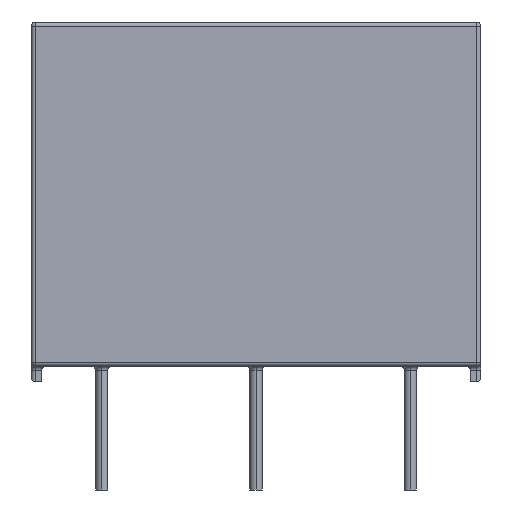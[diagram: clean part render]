
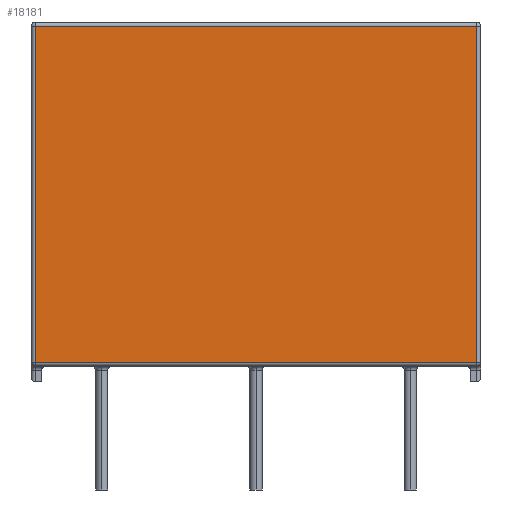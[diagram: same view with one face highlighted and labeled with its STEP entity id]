
A CAD part, left-side view. The second image highlights one B-rep face of the part: STEP entity #18181.
In plain terms, the highlighted planar face has unit normal (-1, 0, 0).
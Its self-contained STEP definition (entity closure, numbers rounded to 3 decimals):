
#18181 = ADVANCED_FACE('',(#18182),#18216,.F.);
#18182 = FACE_BOUND('',#18183,.T.);
#18183 = EDGE_LOOP('',(#18184,#18194,#18202,#18210));
#18184 = ORIENTED_EDGE('',*,*,#18185,.T.);
#18185 = EDGE_CURVE('',#18186,#18188,#18190,.T.);
#18186 = VERTEX_POINT('',#18187);
#18187 = CARTESIAN_POINT('',(-18.115,10.9,1.02));
#18188 = VERTEX_POINT('',#18189);
#18189 = CARTESIAN_POINT('',(-18.115,-10.9,1.02));
#18190 = LINE('',#18191,#18192);
#18191 = CARTESIAN_POINT('',(-18.115,11.1,1.02));
#18192 = VECTOR('',#18193,1.);
#18193 = DIRECTION('',(0.,-1.,0.));
#18194 = ORIENTED_EDGE('',*,*,#18195,.F.);
#18195 = EDGE_CURVE('',#18196,#18188,#18198,.T.);
#18196 = VERTEX_POINT('',#18197);
#18197 = CARTESIAN_POINT('',(-18.115,-10.9,17.62));
#18198 = LINE('',#18199,#18200);
#18199 = CARTESIAN_POINT('',(-18.115,-10.9,17.82));
#18200 = VECTOR('',#18201,1.);
#18201 = DIRECTION('',(0.,0.,-1.));
#18202 = ORIENTED_EDGE('',*,*,#18203,.F.);
#18203 = EDGE_CURVE('',#18204,#18196,#18206,.T.);
#18204 = VERTEX_POINT('',#18205);
#18205 = CARTESIAN_POINT('',(-18.115,10.9,17.62));
#18206 = LINE('',#18207,#18208);
#18207 = CARTESIAN_POINT('',(-18.115,11.1,17.62));
#18208 = VECTOR('',#18209,1.);
#18209 = DIRECTION('',(0.,-1.,0.));
#18210 = ORIENTED_EDGE('',*,*,#18211,.T.);
#18211 = EDGE_CURVE('',#18204,#18186,#18212,.T.);
#18212 = LINE('',#18213,#18214);
#18213 = CARTESIAN_POINT('',(-18.115,10.9,17.82));
#18214 = VECTOR('',#18215,1.);
#18215 = DIRECTION('',(0.,0.,-1.));
#18216 = PLANE('',#18217);
#18217 = AXIS2_PLACEMENT_3D('',#18218,#18219,#18220);
#18218 = CARTESIAN_POINT('',(-18.115,11.1,17.82));
#18219 = DIRECTION('',(1.,0.,0.));
#18220 = DIRECTION('',(0.,1.,0.));
